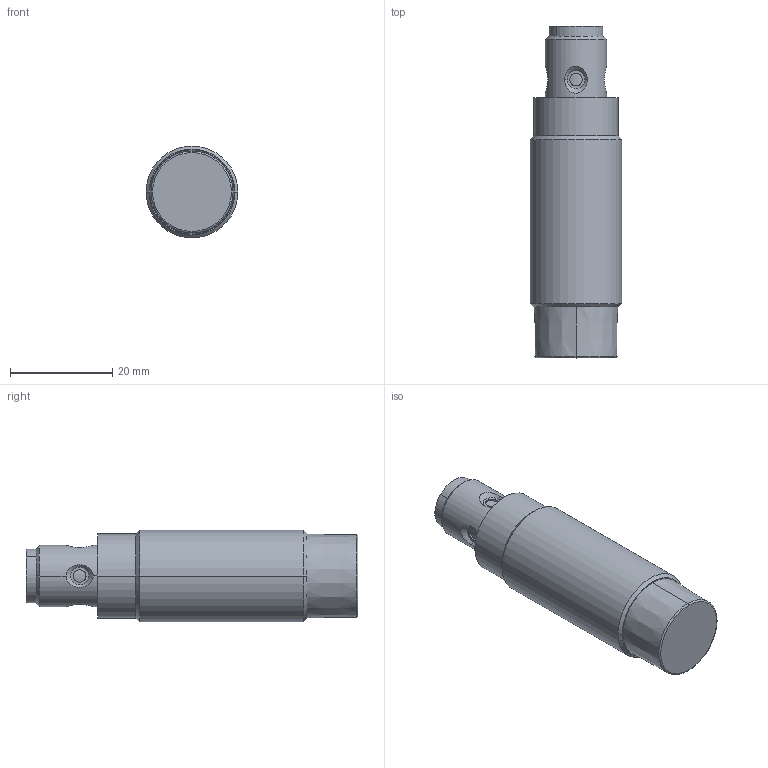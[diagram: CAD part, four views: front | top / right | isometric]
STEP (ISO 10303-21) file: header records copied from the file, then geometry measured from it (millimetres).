
FILE_DESCRIPTION((''),'2;1');
FILE_NAME('DM_CAD-6626_SW0001','2019-03-13T',('creinig-se'),(''),'PRO/ENGINEER BY PARAMETRIC TECHNOLOGY CORPORATION, 2015440','PRO/ENGINEER BY PARAMETRIC TECHNOLOGY CORPORATION, 2015440','');
FILE_SCHEMA(('CONFIG_CONTROL_DESIGN'));
Length unit declared in the file: millimetre
Products named in the file (1): DM_CAD-6626_SW0001
Bounding box: 18 x 65 x 18 mm (x, y, z)
Volume: 12835.9 mm3; surface area: 5140.5 mm2
Topology: 1 solids, 1 shells, 225 faces, 630 edges, 446 vertices
Faces by surface type: cylinder 75, plane 56, bspline 40, cone 26, sphere 26, torus 2
Entity records: 11408 total; most frequent: CARTESIAN_POINT 4271, ORIENTED_EDGE 1106, DIRECTION 1059, EDGE_CURVE 553, AXIS2_PLACEMENT_3D 413, VERTEX_POINT 344, PRESENTATION_STYLE_ASSIGNMENT 277, STYLED_ITEM 277
